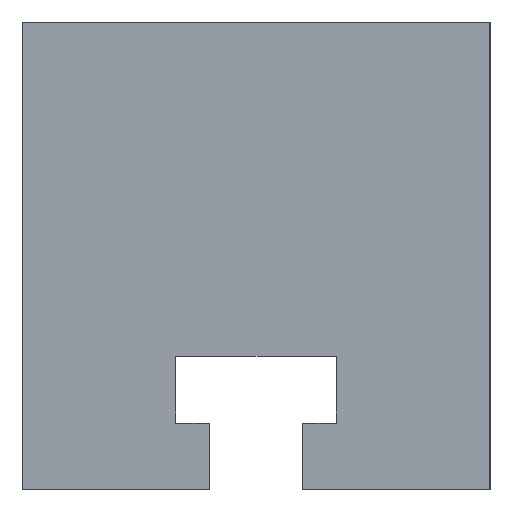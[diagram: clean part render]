
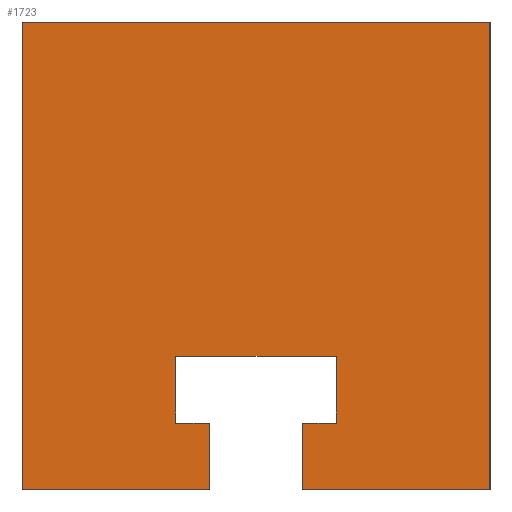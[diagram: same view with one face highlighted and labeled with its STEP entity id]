
A CAD part, left-side view. The second image highlights one B-rep face of the part: STEP entity #1723.
In plain terms, the highlighted planar face has unit normal (-1, 0, 0).
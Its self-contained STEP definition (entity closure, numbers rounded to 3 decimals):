
#633=VERTEX_POINT('',#1822);
#659=VERTEX_POINT('',#1849);
#715=VERTEX_POINT('',#1908);
#725=EDGE_CURVE('',#1673,#1319,#1919,.T.);
#749=EDGE_CURVE('',#1421,#1507,#1946,.T.);
#767=VERTEX_POINT('',#1966);
#789=EDGE_CURVE('',#1319,#1773,#1989,.T.);
#823=EDGE_CURVE('',#1673,#659,#2026,.T.);
#835=VERTEX_POINT('',#2038);
#895=EDGE_CURVE('',#767,#715,#2102,.T.);
#901=VERTEX_POINT('',#2108);
#1047=EDGE_CURVE('',#835,#659,#2269,.T.);
#1063=VERTEX_POINT('',#2289);
#1139=EDGE_CURVE('',#1063,#901,#2375,.T.);
#1217=EDGE_CURVE('',#1773,#633,#2458,.T.);
#1229=EDGE_CURVE('',#633,#767,#2471,.T.);
#1319=VERTEX_POINT('',#2567);
#1391=EDGE_CURVE('',#1507,#1063,#2647,.T.);
#1421=VERTEX_POINT('',#2681);
#1501=EDGE_CURVE('',#901,#835,#2773,.T.);
#1507=VERTEX_POINT('',#2781);
#1673=VERTEX_POINT('',#2963);
#1723=ADVANCED_FACE('',(#3016),#3017,.T.);
#1765=EDGE_CURVE('',#715,#1421,#3061,.T.);
#1773=VERTEX_POINT('',#3069);
#1822=CARTESIAN_POINT('',(-20.,7.0,0.0));
#1849=CARTESIAN_POINT('',(-20.,-35.0,0.0));
#1908=CARTESIAN_POINT('',(-20.,12.0,10.0));
#1919=LINE('',#3242,#3243);
#1946=LINE('',#3285,#3286);
#1966=CARTESIAN_POINT('',(-20.,7.0,10.0));
#1989=LINE('',#3349,#3350);
#2026=LINE('',#3404,#3405);
#2038=CARTESIAN_POINT('',(-20.,-7.0,0.0));
#2102=LINE('',#3513,#3514);
#2108=CARTESIAN_POINT('',(-20.,-7.0,10.0));
#2269=LINE('',#3747,#3748);
#2289=CARTESIAN_POINT('',(-20.,-12.0,10.0));
#2375=LINE('',#3899,#3900);
#2458=LINE('',#4022,#4023);
#2471=LINE('',#4045,#4046);
#2567=CARTESIAN_POINT('',(-20.,35.0,70.0));
#2647=LINE('',#4300,#4301);
#2681=CARTESIAN_POINT('',(-20.,12.0,20.0));
#2773=LINE('',#4471,#4472);
#2781=CARTESIAN_POINT('',(-20.,-12.0,20.0));
#2963=CARTESIAN_POINT('',(-20.,-35.0,70.0));
#3016=FACE_OUTER_BOUND('',#4839,.T.);
#3017=PLANE('',#4840);
#3061=LINE('',#4901,#4902);
#3069=CARTESIAN_POINT('',(-20.,35.0,0.0));
#3242=CARTESIAN_POINT('',(-20.,-35.0,70.0));
#3243=VECTOR('',#5011,1.0);
#3285=CARTESIAN_POINT('',(-20.,14.0,20.0));
#3286=VECTOR('',#5047,1.0);
#3349=CARTESIAN_POINT('',(-20.,35.0,35.0));
#3350=VECTOR('',#5118,1.0);
#3404=CARTESIAN_POINT('',(-20.,-35.0,35.0));
#3405=VECTOR('',#5159,1.0);
#3513=CARTESIAN_POINT('',(-20.,23.5,10.0));
#3514=VECTOR('',#5210,1.0);
#3747=CARTESIAN_POINT('',(-20.,-35.0,0.0));
#3748=VECTOR('',#5378,1.0);
#3899=CARTESIAN_POINT('',(-20.,14.0,10.0));
#3900=VECTOR('',#5508,1.0);
#4022=CARTESIAN_POINT('',(-20.,-35.0,0.0));
#4023=VECTOR('',#5577,1.0);
#4045=CARTESIAN_POINT('',(-20.,7.0,22.5));
#4046=VECTOR('',#5590,1.0);
#4300=CARTESIAN_POINT('',(-20.,-12.0,27.5));
#4301=VECTOR('',#5749,1.0);
#4471=CARTESIAN_POINT('',(-20.,-7.0,17.5));
#4472=VECTOR('',#5914,1.0);
#4839=EDGE_LOOP('',(#6198,#6199,#6200,#6201,#6202,#6203,#6204,#6205,#6206,#6207,#6208,#6209));
#4840=AXIS2_PLACEMENT_3D('',#6210,#6211,#6212);
#4901=CARTESIAN_POINT('',(-20.,12.0,25.0));
#4902=VECTOR('',#6250,1.0);
#5011=DIRECTION('',(0.0,1.0,0.0));
#5047=DIRECTION('',(0.0,-1.0,0.0));
#5118=DIRECTION('',(0.0,0.0,-1.0));
#5159=DIRECTION('',(0.0,0.0,-1.0));
#5210=DIRECTION('',(0.0,1.0,0.0));
#5378=DIRECTION('',(0.0,-1.0,0.0));
#5508=DIRECTION('',(0.0,1.0,0.0));
#5577=DIRECTION('',(0.0,-1.0,0.0));
#5590=DIRECTION('',(0.0,0.0,1.0));
#5749=DIRECTION('',(0.0,0.0,-1.0));
#5914=DIRECTION('',(0.0,0.0,-1.0));
#6198=ORIENTED_EDGE('',*,*,#1391,.T.);
#6199=ORIENTED_EDGE('',*,*,#1139,.T.);
#6200=ORIENTED_EDGE('',*,*,#1501,.T.);
#6201=ORIENTED_EDGE('',*,*,#1047,.T.);
#6202=ORIENTED_EDGE('',*,*,#823,.F.);
#6203=ORIENTED_EDGE('',*,*,#725,.T.);
#6204=ORIENTED_EDGE('',*,*,#789,.T.);
#6205=ORIENTED_EDGE('',*,*,#1217,.T.);
#6206=ORIENTED_EDGE('',*,*,#1229,.T.);
#6207=ORIENTED_EDGE('',*,*,#895,.T.);
#6208=ORIENTED_EDGE('',*,*,#1765,.T.);
#6209=ORIENTED_EDGE('',*,*,#749,.T.);
#6210=CARTESIAN_POINT('',(-20.,35.0,35.0));
#6211=DIRECTION('',(-1.0,0.0,0.0));
#6212=DIRECTION('',(0.0,0.0,-1.0));
#6250=DIRECTION('',(0.0,0.0,1.0));
